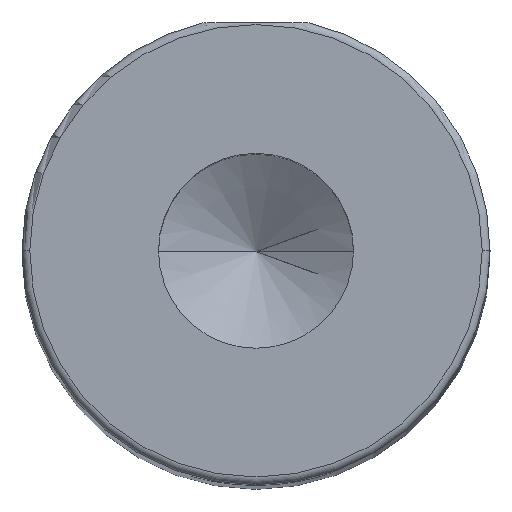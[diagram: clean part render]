
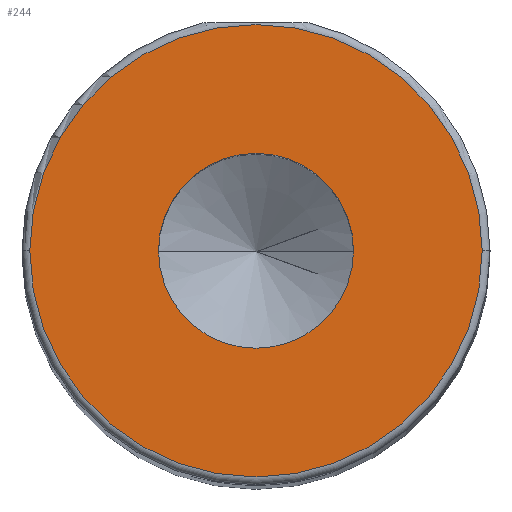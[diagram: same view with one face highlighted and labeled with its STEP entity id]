
A CAD part, top view. The second image highlights one B-rep face of the part: STEP entity #244.
In plain terms, the highlighted planar face has unit normal (0, 0, 1).
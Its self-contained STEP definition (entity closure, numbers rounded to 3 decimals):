
#37 = DIRECTION ( 'NONE',  ( 1., 0., 0. ) ) ;
#63 = CARTESIAN_POINT ( 'NONE',  ( 0., 0., 35. ) ) ;
#76 = FACE_BOUND ( 'NONE', #397, .T. ) ;
#93 = EDGE_CURVE ( 'NONE', #1133, #1097, #416, .T. ) ;
#134 = ORIENTED_EDGE ( 'NONE', *, *, #782, .T. ) ;
#152 = CIRCLE ( 'NONE', #641, 2.5 ) ;
#157 = DIRECTION ( 'NONE',  ( 0., 0., 1. ) ) ;
#162 = DIRECTION ( 'NONE',  ( 1., 0., 0. ) ) ;
#186 = EDGE_CURVE ( 'NONE', #991, #851, #592, .T. ) ;
#244 = ADVANCED_FACE ( 'NONE', ( #76, #382 ), #440, .T. ) ;
#262 = CARTESIAN_POINT ( 'NONE',  ( -5.8, 0., 35. ) ) ;
#279 = CARTESIAN_POINT ( 'NONE',  ( 0., 0., 35. ) ) ;
#370 = DIRECTION ( 'NONE',  ( 1., 0., 0. ) ) ;
#378 = ORIENTED_EDGE ( 'NONE', *, *, #93, .F. ) ;
#382 = FACE_OUTER_BOUND ( 'NONE', #644, .T. ) ;
#397 = EDGE_LOOP ( 'NONE', ( #410, #378 ) ) ;
#410 = ORIENTED_EDGE ( 'NONE', *, *, #759, .F. ) ;
#416 = CIRCLE ( 'NONE', #868, 2.5 ) ;
#435 = CARTESIAN_POINT ( 'NONE',  ( 5.8, 0., 35. ) ) ;
#440 = PLANE ( 'NONE',  #1050 ) ;
#449 = DIRECTION ( 'NONE',  ( 0., 0., 1. ) ) ;
#467 = CARTESIAN_POINT ( 'NONE',  ( -2.5, 0., 35. ) ) ;
#592 = CIRCLE ( 'NONE', #725, 5.8 ) ;
#631 = DIRECTION ( 'NONE',  ( 0., 0., 1. ) ) ;
#641 = AXIS2_PLACEMENT_3D ( 'NONE', #1211, #631, #37 ) ;
#644 = EDGE_LOOP ( 'NONE', ( #871, #134 ) ) ;
#725 = AXIS2_PLACEMENT_3D ( 'NONE', #63, #755, #162 ) ;
#755 = DIRECTION ( 'NONE',  ( 0., 0., 1. ) ) ;
#759 = EDGE_CURVE ( 'NONE', #1097, #1133, #152, .T. ) ;
#782 = EDGE_CURVE ( 'NONE', #851, #991, #1173, .T. ) ;
#843 = DIRECTION ( 'NONE',  ( 1., 0., 0. ) ) ;
#851 = VERTEX_POINT ( 'NONE', #262 ) ;
#868 = AXIS2_PLACEMENT_3D ( 'NONE', #279, #969, #370 ) ;
#871 = ORIENTED_EDGE ( 'NONE', *, *, #186, .T. ) ;
#937 = CARTESIAN_POINT ( 'NONE',  ( 0., 0., 35. ) ) ;
#969 = DIRECTION ( 'NONE',  ( 0., 0., 1. ) ) ;
#991 = VERTEX_POINT ( 'NONE', #435 ) ;
#1021 = CARTESIAN_POINT ( 'NONE',  ( 0., 0., 35. ) ) ;
#1050 = AXIS2_PLACEMENT_3D ( 'NONE', #937, #157, #843 ) ;
#1054 = CARTESIAN_POINT ( 'NONE',  ( 2.5, 0., 35. ) ) ;
#1097 = VERTEX_POINT ( 'NONE', #1054 ) ;
#1100 = AXIS2_PLACEMENT_3D ( 'NONE', #1021, #449, #1144 ) ;
#1133 = VERTEX_POINT ( 'NONE', #467 ) ;
#1144 = DIRECTION ( 'NONE',  ( 1., 0., 0. ) ) ;
#1173 = CIRCLE ( 'NONE', #1100, 5.8 ) ;
#1211 = CARTESIAN_POINT ( 'NONE',  ( 0., 0., 35. ) ) ;
